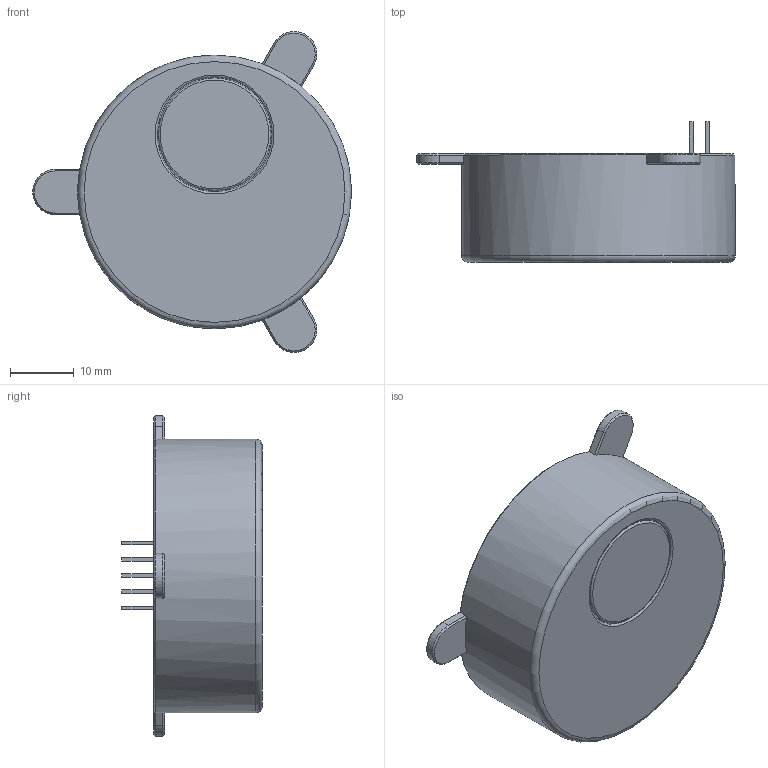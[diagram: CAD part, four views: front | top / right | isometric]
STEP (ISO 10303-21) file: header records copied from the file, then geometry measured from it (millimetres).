
FILE_DESCRIPTION(/* description */ (''),/* implementation_level */ '2;1');
FILE_NAME(/* name */ 'COZIR Sensor v2.step',/* time_stamp */ '2017-09-15T12:11:16+02:00',/* author */ (''),/* organization */ (''),/* preprocessor_version */ 'ST-DEVELOPER v16.13',/* originating_system */ 'Autodesk Translation Framework v6.1.1.50',/* authorisation */ '');
FILE_SCHEMA (('AUTOMOTIVE_DESIGN { 1 0 10303 214 3 1 1 }'));
Length unit declared in the file: millimetre
Products named in the file (2): COZIR Sensor v2; COZIR
Assembly tree (1 placements, depth 2):
  COZIR Sensor v2
    COZIR
Bounding box: 49.85 x 22 x 50.23 mm (x, y, z)
Volume: 24658.7 mm3; surface area: 5628 mm2
Topology: 11 solids, 11 shells, 103 faces, 216 edges, 137 vertices
Faces by surface type: plane 85, cone 9, cylinder 6, torus 3
Full cylindrical faces by diameter (mm): 17.6 x1, 18 x1, 42.8 x1
Entity records: 2698 total; most frequent: CARTESIAN_POINT 469, DIRECTION 450, ORIENTED_EDGE 418, EDGE_CURVE 209, LINE 168, VECTOR 168, AXIS2_PLACEMENT_3D 141, VERTEX_POINT 136
